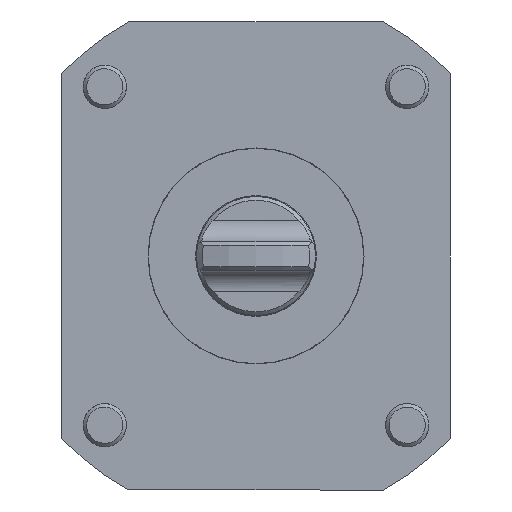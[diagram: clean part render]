
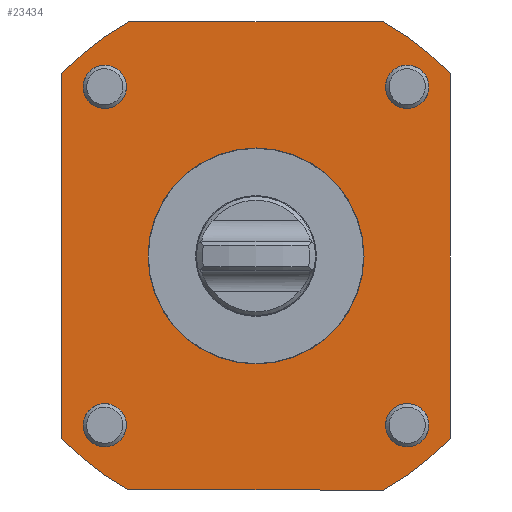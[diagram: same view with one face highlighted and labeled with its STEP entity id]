
A CAD part, front view. The second image highlights one B-rep face of the part: STEP entity #23434.
In plain terms, the highlighted planar face has unit normal (0, -1, 0).
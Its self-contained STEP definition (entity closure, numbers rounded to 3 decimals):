
#63 = ORIENTED_EDGE ( 'NONE', *, *, #15749, .T. ) ;
#164 = VERTEX_POINT ( 'NONE', #7098 ) ;
#165 = CIRCLE ( 'NONE', #13800, 74. ) ;
#224 = ORIENTED_EDGE ( 'NONE', *, *, #8651, .T. ) ;
#397 = AXIS2_PLACEMENT_3D ( 'NONE', #13210, #19197, #3514 ) ;
#555 = DIRECTION ( 'NONE',  ( 1., 0., 0. ) ) ;
#747 = EDGE_LOOP ( 'NONE', ( #1856 ) ) ;
#1040 = CARTESIAN_POINT ( 'NONE',  ( -42., 0., 47. ) ) ;
#1103 = DIRECTION ( 'NONE',  ( 1., 0., 0. ) ) ;
#1259 = ORIENTED_EDGE ( 'NONE', *, *, #22765, .T. ) ;
#1312 = CIRCLE ( 'NONE', #6271, 6. ) ;
#1366 = DIRECTION ( 'NONE',  ( 0., -1., 0. ) ) ;
#1376 = CARTESIAN_POINT ( 'NONE',  ( -35.369, 0., 65. ) ) ;
#1394 = VERTEX_POINT ( 'NONE', #8910 ) ;
#1856 = ORIENTED_EDGE ( 'NONE', *, *, #15800, .F. ) ;
#2784 = CARTESIAN_POINT ( 'NONE',  ( 0., 0., -65. ) ) ;
#2850 = VERTEX_POINT ( 'NONE', #24768 ) ;
#3056 = CARTESIAN_POINT ( 'NONE',  ( -42., 0., -47. ) ) ;
#3154 = ORIENTED_EDGE ( 'NONE', *, *, #7547, .T. ) ;
#3384 = FACE_BOUND ( 'NONE', #5592, .T. ) ;
#3514 = DIRECTION ( 'NONE',  ( 0., 0., 1. ) ) ;
#3637 = FACE_BOUND ( 'NONE', #747, .T. ) ;
#3827 = CIRCLE ( 'NONE', #12501, 6. ) ;
#4049 = CARTESIAN_POINT ( 'NONE',  ( 35.369, 0., -65. ) ) ;
#4484 = DIRECTION ( 'NONE',  ( 1., 0., 0. ) ) ;
#4522 = DIRECTION ( 'NONE',  ( 0., 0., 1. ) ) ;
#4612 = ORIENTED_EDGE ( 'NONE', *, *, #15724, .T. ) ;
#4706 = EDGE_LOOP ( 'NONE', ( #18125 ) ) ;
#4745 = CARTESIAN_POINT ( 'NONE',  ( 54., 0., 0. ) ) ;
#4863 = DIRECTION ( 'NONE',  ( 0., -1., 0. ) ) ;
#5064 = VECTOR ( 'NONE', #10783, 1000. ) ;
#5303 = FACE_BOUND ( 'NONE', #4706, .T. ) ;
#5592 = EDGE_LOOP ( 'NONE', ( #21870 ) ) ;
#5775 = CIRCLE ( 'NONE', #16449, 74. ) ;
#6271 = AXIS2_PLACEMENT_3D ( 'NONE', #17230, #1366, #23019 ) ;
#6851 = CARTESIAN_POINT ( 'NONE',  ( 48., 0., 47. ) ) ;
#7098 = CARTESIAN_POINT ( 'NONE',  ( -54., 0., -50.596 ) ) ;
#7181 = CARTESIAN_POINT ( 'NONE',  ( 0., 0., 0. ) ) ;
#7547 = EDGE_CURVE ( 'NONE', #18934, #8832, #9160, .T. ) ;
#7626 = EDGE_CURVE ( 'NONE', #164, #12469, #20105, .T. ) ;
#7976 = ORIENTED_EDGE ( 'NONE', *, *, #20787, .F. ) ;
#8026 = VERTEX_POINT ( 'NONE', #12235 ) ;
#8067 = EDGE_CURVE ( 'NONE', #20640, #20640, #24893, .T. ) ;
#8560 = CARTESIAN_POINT ( 'NONE',  ( 0., 0., 65. ) ) ;
#8651 = EDGE_CURVE ( 'NONE', #8026, #10425, #165, .T. ) ;
#8786 = VERTEX_POINT ( 'NONE', #16642 ) ;
#8832 = VERTEX_POINT ( 'NONE', #14794 ) ;
#8910 = CARTESIAN_POINT ( 'NONE',  ( -29.935, 0., 0. ) ) ;
#9160 = CIRCLE ( 'NONE', #14136, 74. ) ;
#10425 = VERTEX_POINT ( 'NONE', #13787 ) ;
#10696 = VECTOR ( 'NONE', #555, 1000. ) ;
#10732 = CARTESIAN_POINT ( 'NONE',  ( 0., 0., 0. ) ) ;
#10783 = DIRECTION ( 'NONE',  ( 1., 0., 0. ) ) ;
#11366 = FACE_OUTER_BOUND ( 'NONE', #12742, .T. ) ;
#11374 = DIRECTION ( 'NONE',  ( 0., -1., 0. ) ) ;
#11764 = FACE_BOUND ( 'NONE', #15576, .T. ) ;
#12235 = CARTESIAN_POINT ( 'NONE',  ( 54., 0., 50.596 ) ) ;
#12295 = CARTESIAN_POINT ( 'NONE',  ( -54., 0., 50.596 ) ) ;
#12313 = CARTESIAN_POINT ( 'NONE',  ( 0., 0., 0. ) ) ;
#12322 = DIRECTION ( 'NONE',  ( 0., -1., 0. ) ) ;
#12469 = VERTEX_POINT ( 'NONE', #12295 ) ;
#12501 = AXIS2_PLACEMENT_3D ( 'NONE', #3056, #18751, #1103 ) ;
#12742 = EDGE_LOOP ( 'NONE', ( #224, #22426, #1259, #19599, #21131, #63, #3154, #24680 ) ) ;
#13210 = CARTESIAN_POINT ( 'NONE',  ( 0., 0., 0. ) ) ;
#13592 = PLANE ( 'NONE',  #397 ) ;
#13787 = CARTESIAN_POINT ( 'NONE',  ( 35.369, 0., 65. ) ) ;
#13800 = AXIS2_PLACEMENT_3D ( 'NONE', #23916, #12322, #18095 ) ;
#14136 = AXIS2_PLACEMENT_3D ( 'NONE', #18619, #18109, #16697 ) ;
#14794 = CARTESIAN_POINT ( 'NONE',  ( 54., 0., -50.596 ) ) ;
#14849 = DIRECTION ( 'NONE',  ( 0., 0., 1. ) ) ;
#15073 = EDGE_CURVE ( 'NONE', #8832, #8026, #22395, .T. ) ;
#15131 = DIRECTION ( 'NONE',  ( 0., 0., 1. ) ) ;
#15576 = EDGE_LOOP ( 'NONE', ( #4612 ) ) ;
#15724 = EDGE_CURVE ( 'NONE', #1394, #1394, #20280, .T. ) ;
#15749 = EDGE_CURVE ( 'NONE', #19097, #18934, #20434, .T. ) ;
#15800 = EDGE_CURVE ( 'NONE', #2850, #2850, #3827, .T. ) ;
#15924 = DIRECTION ( 'NONE',  ( 0., -1., 0. ) ) ;
#16449 = AXIS2_PLACEMENT_3D ( 'NONE', #10732, #11374, #15131 ) ;
#16513 = DIRECTION ( 'NONE',  ( 0., -1., 0. ) ) ;
#16642 = CARTESIAN_POINT ( 'NONE',  ( -36., 0., 47. ) ) ;
#16697 = DIRECTION ( 'NONE',  ( 0., 0., 1. ) ) ;
#17230 = CARTESIAN_POINT ( 'NONE',  ( 42., 0., 47. ) ) ;
#17475 = AXIS2_PLACEMENT_3D ( 'NONE', #21764, #4863, #4484 ) ;
#17826 = CIRCLE ( 'NONE', #19437, 74. ) ;
#18095 = DIRECTION ( 'NONE',  ( 0., 0., 1. ) ) ;
#18109 = DIRECTION ( 'NONE',  ( 0., -1., 0. ) ) ;
#18125 = ORIENTED_EDGE ( 'NONE', *, *, #8067, .F. ) ;
#18216 = DIRECTION ( 'NONE',  ( 0., 0., 1. ) ) ;
#18619 = CARTESIAN_POINT ( 'NONE',  ( 0., 0., 0. ) ) ;
#18751 = DIRECTION ( 'NONE',  ( 0., -1., 0. ) ) ;
#18934 = VERTEX_POINT ( 'NONE', #4049 ) ;
#19097 = VERTEX_POINT ( 'NONE', #22447 ) ;
#19197 = DIRECTION ( 'NONE',  ( 0., -1., 0. ) ) ;
#19372 = EDGE_LOOP ( 'NONE', ( #7976 ) ) ;
#19437 = AXIS2_PLACEMENT_3D ( 'NONE', #12313, #15924, #18216 ) ;
#19599 = ORIENTED_EDGE ( 'NONE', *, *, #7626, .F. ) ;
#20105 = LINE ( 'NONE', #25441, #23984 ) ;
#20277 = EDGE_CURVE ( 'NONE', #8786, #8786, #21885, .T. ) ;
#20280 = CIRCLE ( 'NONE', #25229, 29.935 ) ;
#20372 = DIRECTION ( 'NONE',  ( 1., 0., 0. ) ) ;
#20434 = LINE ( 'NONE', #2784, #5064 ) ;
#20640 = VERTEX_POINT ( 'NONE', #20874 ) ;
#20787 = EDGE_CURVE ( 'NONE', #24514, #24514, #1312, .T. ) ;
#20874 = CARTESIAN_POINT ( 'NONE',  ( 48., 0., -47. ) ) ;
#21131 = ORIENTED_EDGE ( 'NONE', *, *, #24801, .T. ) ;
#21764 = CARTESIAN_POINT ( 'NONE',  ( 42., 0., -47. ) ) ;
#21870 = ORIENTED_EDGE ( 'NONE', *, *, #20277, .F. ) ;
#21885 = CIRCLE ( 'NONE', #22303, 6. ) ;
#22066 = LINE ( 'NONE', #8560, #10696 ) ;
#22303 = AXIS2_PLACEMENT_3D ( 'NONE', #1040, #16513, #20372 ) ;
#22395 = LINE ( 'NONE', #4745, #25193 ) ;
#22426 = ORIENTED_EDGE ( 'NONE', *, *, #22716, .F. ) ;
#22447 = CARTESIAN_POINT ( 'NONE',  ( -35.369, 0., -65. ) ) ;
#22495 = DIRECTION ( 'NONE',  ( 0., 1., 0. ) ) ;
#22716 = EDGE_CURVE ( 'NONE', #25374, #10425, #22066, .T. ) ;
#22765 = EDGE_CURVE ( 'NONE', #25374, #12469, #5775, .T. ) ;
#22883 = DIRECTION ( 'NONE',  ( -1., 0., 0. ) ) ;
#22945 = FACE_BOUND ( 'NONE', #19372, .T. ) ;
#23019 = DIRECTION ( 'NONE',  ( 1., 0., 0. ) ) ;
#23434 = ADVANCED_FACE ( 'Defeature completata1_4', ( #11366, #3637, #5303, #11764, #22945, #3384 ), #13592, .T. ) ;
#23916 = CARTESIAN_POINT ( 'NONE',  ( 0., 0., 0. ) ) ;
#23984 = VECTOR ( 'NONE', #4522, 1000. ) ;
#24514 = VERTEX_POINT ( 'NONE', #6851 ) ;
#24680 = ORIENTED_EDGE ( 'NONE', *, *, #15073, .T. ) ;
#24768 = CARTESIAN_POINT ( 'NONE',  ( -36., 0., -47. ) ) ;
#24801 = EDGE_CURVE ( 'NONE', #164, #19097, #17826, .T. ) ;
#24893 = CIRCLE ( 'NONE', #17475, 6. ) ;
#25193 = VECTOR ( 'NONE', #14849, 1000. ) ;
#25229 = AXIS2_PLACEMENT_3D ( 'NONE', #7181, #22495, #22883 ) ;
#25374 = VERTEX_POINT ( 'NONE', #1376 ) ;
#25441 = CARTESIAN_POINT ( 'NONE',  ( -54., 0., 0. ) ) ;
